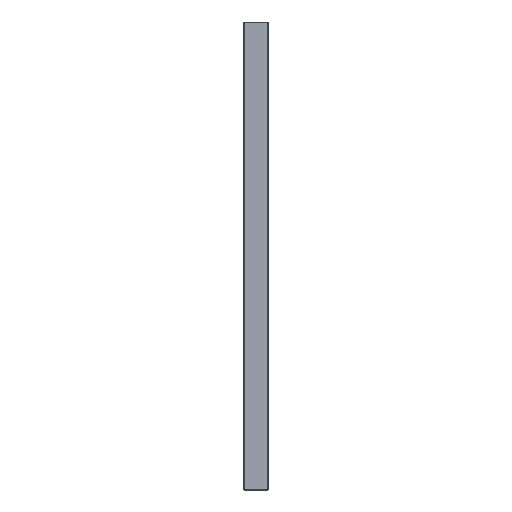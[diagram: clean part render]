
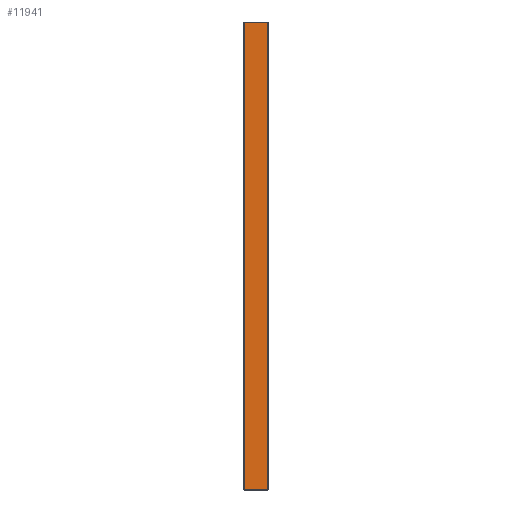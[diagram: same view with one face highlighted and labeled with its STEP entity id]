
A CAD part, front view. The second image highlights one B-rep face of the part: STEP entity #11941.
In plain terms, the highlighted planar face has unit normal (0, -1, 0).
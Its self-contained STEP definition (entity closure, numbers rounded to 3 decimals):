
#528 = PLANE('',#529);
#529 = AXIS2_PLACEMENT_3D('',#530,#531,#532);
#530 = CARTESIAN_POINT('',(4.5,-9.45,0.05));
#531 = DIRECTION('',(0.,0.707,0.707));
#532 = DIRECTION('',(1.,0.,0.));
#832 = PLANE('',#833);
#833 = AXIS2_PLACEMENT_3D('',#834,#835,#836);
#834 = CARTESIAN_POINT('',(4.5,-9.45,174.95));
#835 = DIRECTION('',(0.,-0.707,0.707)
  );
#836 = DIRECTION('',(1.,0.,0.));
#1120 = PLANE('',#1121);
#1121 = AXIS2_PLACEMENT_3D('',#1122,#1123,#1124);
#1122 = CARTESIAN_POINT('',(-4.45,-9.45,0.));
#1123 = DIRECTION('',(-0.707,-0.707,0.));
#1124 = DIRECTION('',(0.,0.,1.));
#5015 = VERTEX_POINT('',#5016);
#5016 = CARTESIAN_POINT('',(4.4,-9.5,0.1));
#5037 = EDGE_CURVE('',#5015,#5038,#5040,.T.);
#5038 = VERTEX_POINT('',#5039);
#5039 = CARTESIAN_POINT('',(-4.4,-9.5,0.1));
#5040 = SURFACE_CURVE('',#5041,(#5045,#5052),.PCURVE_S1.);
#5041 = LINE('',#5042,#5043);
#5042 = CARTESIAN_POINT('',(4.5,-9.5,0.1));
#5043 = VECTOR('',#5044,1.);
#5044 = DIRECTION('',(-1.,0.,0.));
#5045 = PCURVE('',#528,#5046);
#5046 = DEFINITIONAL_REPRESENTATION('',(#5047),#5051);
#5047 = LINE('',#5048,#5049);
#5048 = CARTESIAN_POINT('',(0.,-0.071));
#5049 = VECTOR('',#5050,1.);
#5050 = DIRECTION('',(-1.,0.));
#5051 = ( GEOMETRIC_REPRESENTATION_CONTEXT(2) 
PARAMETRIC_REPRESENTATION_CONTEXT() REPRESENTATION_CONTEXT('2D SPACE',''
  ) );
#5052 = PCURVE('',#5053,#5058);
#5053 = PLANE('',#5054);
#5054 = AXIS2_PLACEMENT_3D('',#5055,#5056,#5057);
#5055 = CARTESIAN_POINT('',(4.5,-9.5,0.));
#5056 = DIRECTION('',(0.,-1.,0.));
#5057 = DIRECTION('',(-1.,0.,0.));
#5058 = DEFINITIONAL_REPRESENTATION('',(#5059),#5063);
#5059 = LINE('',#5060,#5061);
#5060 = CARTESIAN_POINT('',(0.,-0.1));
#5061 = VECTOR('',#5062,1.);
#5062 = DIRECTION('',(1.,0.));
#5063 = ( GEOMETRIC_REPRESENTATION_CONTEXT(2) 
PARAMETRIC_REPRESENTATION_CONTEXT() REPRESENTATION_CONTEXT('2D SPACE',''
  ) );
#5308 = VERTEX_POINT('',#5309);
#5309 = CARTESIAN_POINT('',(4.4,-9.5,174.9));
#5330 = EDGE_CURVE('',#5308,#5331,#5333,.T.);
#5331 = VERTEX_POINT('',#5332);
#5332 = CARTESIAN_POINT('',(-4.4,-9.5,174.9));
#5333 = SURFACE_CURVE('',#5334,(#5338,#5345),.PCURVE_S1.);
#5334 = LINE('',#5335,#5336);
#5335 = CARTESIAN_POINT('',(4.5,-9.5,174.9));
#5336 = VECTOR('',#5337,1.);
#5337 = DIRECTION('',(-1.,0.,0.));
#5338 = PCURVE('',#832,#5339);
#5339 = DEFINITIONAL_REPRESENTATION('',(#5340),#5344);
#5340 = LINE('',#5341,#5342);
#5341 = CARTESIAN_POINT('',(0.,-0.071));
#5342 = VECTOR('',#5343,1.);
#5343 = DIRECTION('',(-1.,0.));
#5344 = ( GEOMETRIC_REPRESENTATION_CONTEXT(2) 
PARAMETRIC_REPRESENTATION_CONTEXT() REPRESENTATION_CONTEXT('2D SPACE',''
  ) );
#5345 = PCURVE('',#5053,#5346);
#5346 = DEFINITIONAL_REPRESENTATION('',(#5347),#5351);
#5347 = LINE('',#5348,#5349);
#5348 = CARTESIAN_POINT('',(0.,-174.9));
#5349 = VECTOR('',#5350,1.);
#5350 = DIRECTION('',(1.,0.));
#5351 = ( GEOMETRIC_REPRESENTATION_CONTEXT(2) 
PARAMETRIC_REPRESENTATION_CONTEXT() REPRESENTATION_CONTEXT('2D SPACE',''
  ) );
#5465 = EDGE_CURVE('',#5038,#5331,#5466,.T.);
#5466 = SURFACE_CURVE('',#5467,(#5471,#5478),.PCURVE_S1.);
#5467 = LINE('',#5468,#5469);
#5468 = CARTESIAN_POINT('',(-4.4,-9.5,0.));
#5469 = VECTOR('',#5470,1.);
#5470 = DIRECTION('',(0.,0.,1.));
#5471 = PCURVE('',#1120,#5472);
#5472 = DEFINITIONAL_REPRESENTATION('',(#5473),#5477);
#5473 = LINE('',#5474,#5475);
#5474 = CARTESIAN_POINT('',(0.,-0.071));
#5475 = VECTOR('',#5476,1.);
#5476 = DIRECTION('',(1.,0.));
#5477 = ( GEOMETRIC_REPRESENTATION_CONTEXT(2) 
PARAMETRIC_REPRESENTATION_CONTEXT() REPRESENTATION_CONTEXT('2D SPACE',''
  ) );
#5478 = PCURVE('',#5053,#5479);
#5479 = DEFINITIONAL_REPRESENTATION('',(#5480),#5484);
#5480 = LINE('',#5481,#5482);
#5481 = CARTESIAN_POINT('',(8.9,0.));
#5482 = VECTOR('',#5483,1.);
#5483 = DIRECTION('',(0.,-1.));
#5484 = ( GEOMETRIC_REPRESENTATION_CONTEXT(2) 
PARAMETRIC_REPRESENTATION_CONTEXT() REPRESENTATION_CONTEXT('2D SPACE',''
  ) );
#11686 = PLANE('',#11687);
#11687 = AXIS2_PLACEMENT_3D('',#11688,#11689,#11690);
#11688 = CARTESIAN_POINT('',(4.45,-9.45,0.));
#11689 = DIRECTION('',(0.707,-0.707,0.));
#11690 = DIRECTION('',(0.,0.,1.));
#11941 = ADVANCED_FACE('',(#11942),#5053,.T.);
#11942 = FACE_BOUND('',#11943,.T.);
#11943 = EDGE_LOOP('',(#11944,#11965,#11966,#11967));
#11944 = ORIENTED_EDGE('',*,*,#11945,.T.);
#11945 = EDGE_CURVE('',#5015,#5308,#11946,.T.);
#11946 = SURFACE_CURVE('',#11947,(#11951,#11958),.PCURVE_S1.);
#11947 = LINE('',#11948,#11949);
#11948 = CARTESIAN_POINT('',(4.4,-9.5,0.));
#11949 = VECTOR('',#11950,1.);
#11950 = DIRECTION('',(0.,0.,1.));
#11951 = PCURVE('',#5053,#11952);
#11952 = DEFINITIONAL_REPRESENTATION('',(#11953),#11957);
#11953 = LINE('',#11954,#11955);
#11954 = CARTESIAN_POINT('',(0.1,0.));
#11955 = VECTOR('',#11956,1.);
#11956 = DIRECTION('',(0.,-1.));
#11957 = ( GEOMETRIC_REPRESENTATION_CONTEXT(2) 
PARAMETRIC_REPRESENTATION_CONTEXT() REPRESENTATION_CONTEXT('2D SPACE',''
  ) );
#11958 = PCURVE('',#11686,#11959);
#11959 = DEFINITIONAL_REPRESENTATION('',(#11960),#11964);
#11960 = LINE('',#11961,#11962);
#11961 = CARTESIAN_POINT('',(0.,0.071));
#11962 = VECTOR('',#11963,1.);
#11963 = DIRECTION('',(1.,0.));
#11964 = ( GEOMETRIC_REPRESENTATION_CONTEXT(2) 
PARAMETRIC_REPRESENTATION_CONTEXT() REPRESENTATION_CONTEXT('2D SPACE',''
  ) );
#11965 = ORIENTED_EDGE('',*,*,#5330,.T.);
#11966 = ORIENTED_EDGE('',*,*,#5465,.F.);
#11967 = ORIENTED_EDGE('',*,*,#5037,.F.);
